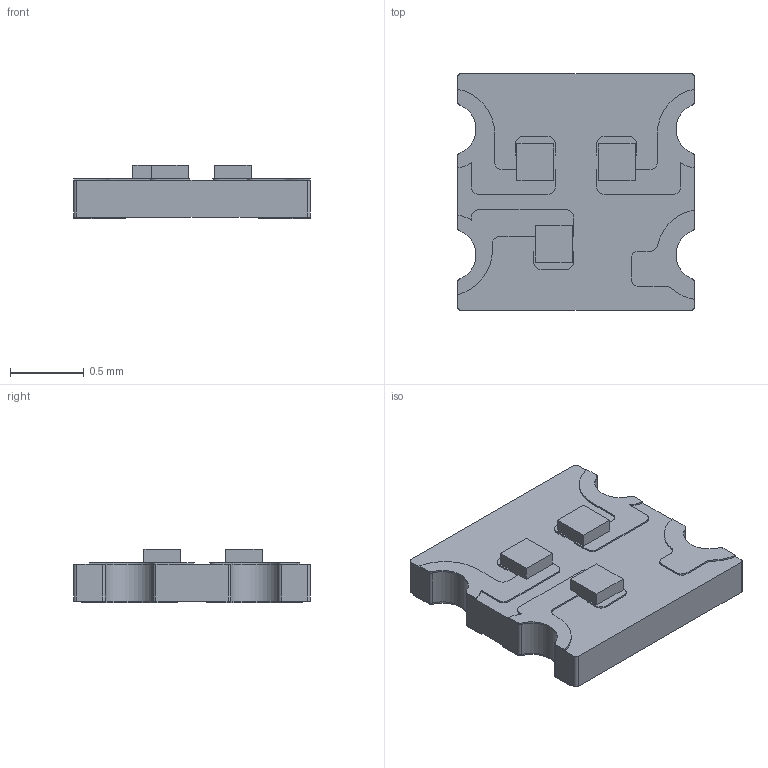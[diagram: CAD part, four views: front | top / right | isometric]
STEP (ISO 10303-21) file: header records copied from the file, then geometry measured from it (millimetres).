
FILE_DESCRIPTION(/* description */ (''),/* implementation_level */ '2;1');
FILE_NAME(/* name */ 'LED RGB 0606_1616 0.9MM BODY.step',/* time_stamp */ '2020-05-21T13:40:53+01:00',/* author */ (''),/* organization */ (''),/* preprocessor_version */ 'ST-DEVELOPER v18.1',/* originating_system */ 'Autodesk Translation Framework v9.2.0.1227',/* authorisation */ '');
FILE_SCHEMA (('AUTOMOTIVE_DESIGN { 1 0 10303 214 3 1 1 }','TECHNICAL_DATA_PACKAGING'));
Length unit declared in the file: millimetre
Products named in the file (1): LED RGB 0606_1616 0.9MM
Bounding box: 1.6 x 1.6 x 0.36 mm (x, y, z)
Volume: 0.6 mm3; surface area: 7 mm2
Topology: 1 solids, 1 shells, 175 faces, 471 edges, 298 vertices
Faces by surface type: plane 108, cylinder 67
Entity records: 5543 total; most frequent: CARTESIAN_POINT 945, ORIENTED_EDGE 942, DIRECTION 933, EDGE_CURVE 471, LINE 361, VECTOR 361, VERTEX_POINT 298, AXIS2_PLACEMENT_3D 286
